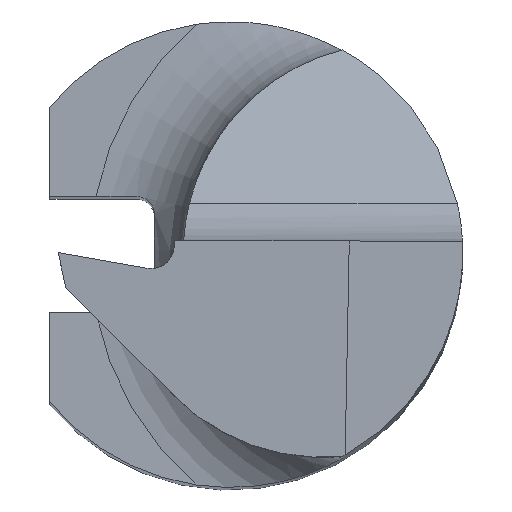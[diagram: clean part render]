
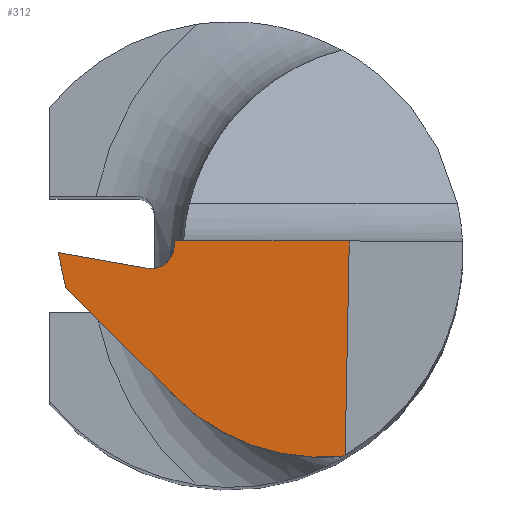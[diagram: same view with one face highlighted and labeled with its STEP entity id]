
A CAD part, top view. The second image highlights one B-rep face of the part: STEP entity #312.
In plain terms, the highlighted planar face has unit normal (0.035, -0.045, 0.998).
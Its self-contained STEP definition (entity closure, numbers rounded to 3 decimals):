
#1 = CARTESIAN_POINT ( 'NONE',  ( -1.411, -0.3, 23.984 ) ) ;
#10 = DIRECTION ( 'NONE',  ( 0.035, -0.045, 0.998 ) ) ;
#27 = CARTESIAN_POINT ( 'NONE',  ( -0.714, -0.134, 23.967 ) ) ;
#28 = AXIS2_PLACEMENT_3D ( 'NONE', #147, #10, #944 ) ;
#49 = DIRECTION ( 'NONE',  ( 0.087, 0.995, 0.042 ) ) ;
#71 = EDGE_CURVE ( 'NONE', #578, #519, #201, .T. ) ;
#77 = LINE ( 'NONE', #1017, #481 ) ;
#79 = EDGE_CURVE ( 'NONE', #696, #823, #437, .T. ) ;
#111 = CARTESIAN_POINT ( 'NONE',  ( -0.475, 0.1, 23.97 ) ) ;
#127 = DIRECTION ( 'NONE',  ( 0.984, -0.173, -0.042 ) ) ;
#136 = VERTEX_POINT ( 'NONE', #535 ) ;
#146 = DIRECTION ( 'NONE',  ( 0.019, 0.999, 0.044 ) ) ;
#147 = CARTESIAN_POINT ( 'NONE',  ( -1.475, 0.1, 24.005 ) ) ;
#150 = VERTEX_POINT ( 'NONE', #846 ) ;
#154 = CARTESIAN_POINT ( 'NONE',  ( -0.093, -1.619, 23.879 ) ) ;
#161 = LINE ( 'NONE', #784, #927 ) ;
#164 = EDGE_CURVE ( 'NONE', #920, #150, #294, .T. ) ;
#169 = CARTESIAN_POINT ( 'NONE',  ( -1.475, 0., 24. ) ) ;
#198 = EDGE_CURVE ( 'NONE', #524, #578, #77, .T. ) ;
#201 = LINE ( 'NONE', #832, #560 ) ;
#248 = EDGE_CURVE ( 'NONE', #823, #150, #161, .T. ) ;
#256 = CARTESIAN_POINT ( 'NONE',  ( -0.491, -0.08, 23.962 ) ) ;
#281 = VECTOR ( 'NONE', #146, 1000. ) ;
#286 = ORIENTED_EDGE ( 'NONE', *, *, #488, .F. ) ;
#294 = LINE ( 'NONE', #543, #281 ) ;
#312 = ADVANCED_FACE ( 'NONE', ( #470 ), #940, .T. ) ;
#316 = ORIENTED_EDGE ( 'NONE', *, *, #198, .F. ) ;
#384 = CARTESIAN_POINT ( 'NONE',  ( -0.714, -0.134, 23.967 ) ) ;
#400 = DIRECTION ( 'NONE',  ( 0.999, 0., -0.035 ) ) ;
#437 = LINE ( 'NONE', #751, #556 ) ;
#463 = DIRECTION ( 'NONE',  ( -0.208, 0.977, 0.051 ) ) ;
#470 = FACE_OUTER_BOUND ( 'NONE', #733, .T. ) ;
#481 = VECTOR ( 'NONE', #463, 1000. ) ;
#488 = EDGE_CURVE ( 'NONE', #136, #524, #993, .T. ) ;
#490 = CARTESIAN_POINT ( 'NONE',  ( -0.48, 0.045, 23.967 ) ) ;
#497 = CARTESIAN_POINT ( 'NONE',  ( 0.975, -1.746, 23.836 ) ) ;
#505 = CARTESIAN_POINT ( 'NONE',  ( 0.968, -1.75, 23.836 ) ) ;
#519 = VERTEX_POINT ( 'NONE', #384 ) ;
#524 = VERTEX_POINT ( 'NONE', #1 ) ;
#535 = CARTESIAN_POINT ( 'NONE',  ( -0.48, -1.231, 23.91 ) ) ;
#543 = CARTESIAN_POINT ( 'NONE',  ( 1.025, 0.089, 23.917 ) ) ;
#550 = CARTESIAN_POINT ( 'NONE',  ( 0.968, -1.75, 23.836 ) ) ;
#556 = VECTOR ( 'NONE', #49, 1000. ) ;
#557 =( BOUNDED_CURVE ( )  B_SPLINE_CURVE ( 3, ( #550, #861, #154, #941 ),
 .UNSPECIFIED., .F., .F. ) 
 B_SPLINE_CURVE_WITH_KNOTS ( ( 4, 4 ),
 ( 0.561, 1.444 ),
 .UNSPECIFIED. ) 
 CURVE ( )  GEOMETRIC_REPRESENTATION_ITEM ( )  RATIONAL_B_SPLINE_CURVE ( ( 1., 0.936, 0.936, 1. ) ) 
 REPRESENTATION_ITEM ( '' )  );
#560 = VECTOR ( 'NONE', #127, 1000. ) ;
#578 = VERTEX_POINT ( 'NONE', #169 ) ;
#582 =( BOUNDED_CURVE ( )  B_SPLINE_CURVE ( 3, ( #27, #880, #256, #813 ),
 .UNSPECIFIED., .F., .F. ) 
 B_SPLINE_CURVE_WITH_KNOTS ( ( 4, 4 ),
 ( 2.308, 3.966 ),
 .UNSPECIFIED. ) 
 CURVE ( )  GEOMETRIC_REPRESENTATION_ITEM ( )  RATIONAL_B_SPLINE_CURVE ( ( 1., 0.784, 0.784, 1. ) ) 
 REPRESENTATION_ITEM ( '' )  );
#619 = CARTESIAN_POINT ( 'NONE',  ( 0.99, -1.738, 23.836 ) ) ;
#664 = ORIENTED_EDGE ( 'NONE', *, *, #79, .F. ) ;
#679 = CARTESIAN_POINT ( 'NONE',  ( -1.643, -0.068, 24.003 ) ) ;
#682 = VERTEX_POINT ( 'NONE', #851 ) ;
#696 = VERTEX_POINT ( 'NONE', #490 ) ;
#720 = EDGE_CURVE ( 'NONE', #920, #682, #883, .T. ) ;
#722 = CARTESIAN_POINT ( 'NONE',  ( 0.99, -1.738, 23.836 ) ) ;
#730 = EDGE_CURVE ( 'NONE', #519, #696, #582, .T. ) ;
#733 = EDGE_LOOP ( 'NONE', ( #844, #664, #962, #766, #316, #286, #839, #931, #849 ) ) ;
#751 = CARTESIAN_POINT ( 'NONE',  ( -0.567, -0.953, 23.925 ) ) ;
#766 = ORIENTED_EDGE ( 'NONE', *, *, #71, .F. ) ;
#784 = CARTESIAN_POINT ( 'NONE',  ( -1.475, 0.1, 24.005 ) ) ;
#813 = CARTESIAN_POINT ( 'NONE',  ( -0.48, 0.045, 23.967 ) ) ;
#823 = VERTEX_POINT ( 'NONE', #111 ) ;
#828 = VECTOR ( 'NONE', #1005, 1000. ) ;
#832 = CARTESIAN_POINT ( 'NONE',  ( -0.479, -0.176, 23.957 ) ) ;
#839 = ORIENTED_EDGE ( 'NONE', *, *, #963, .F. ) ;
#844 = ORIENTED_EDGE ( 'NONE', *, *, #248, .F. ) ;
#846 = CARTESIAN_POINT ( 'NONE',  ( 1.025, 0.1, 23.917 ) ) ;
#849 = ORIENTED_EDGE ( 'NONE', *, *, #164, .T. ) ;
#851 = CARTESIAN_POINT ( 'NONE',  ( 0.968, -1.75, 23.836 ) ) ;
#861 = CARTESIAN_POINT ( 'NONE',  ( 0.423, -1.803, 23.852 ) ) ;
#880 = CARTESIAN_POINT ( 'NONE',  ( -0.59, -0.156, 23.962 ) ) ;
#883 =( BOUNDED_CURVE ( )  B_SPLINE_CURVE ( 3, ( #722, #967, #497, #505 ),
 .UNSPECIFIED., .F., .F. ) 
 B_SPLINE_CURVE_WITH_KNOTS ( ( 4, 4 ),
 ( 0.141, 0.154 ),
 .UNSPECIFIED. ) 
 CURVE ( )  GEOMETRIC_REPRESENTATION_ITEM ( )  RATIONAL_B_SPLINE_CURVE ( ( 1., 1., 1., 1. ) ) 
 REPRESENTATION_ITEM ( '' )  );
#920 = VERTEX_POINT ( 'NONE', #619 ) ;
#927 = VECTOR ( 'NONE', #400, 1000. ) ;
#931 = ORIENTED_EDGE ( 'NONE', *, *, #720, .F. ) ;
#940 = PLANE ( 'NONE',  #28 ) ;
#941 = CARTESIAN_POINT ( 'NONE',  ( -0.48, -1.231, 23.91 ) ) ;
#944 = DIRECTION ( 'NONE',  ( 0., -0.999, -0.045 ) ) ;
#962 = ORIENTED_EDGE ( 'NONE', *, *, #730, .F. ) ;
#963 = EDGE_CURVE ( 'NONE', #682, #136, #557, .T. ) ;
#967 = CARTESIAN_POINT ( 'NONE',  ( 0.982, -1.742, 23.836 ) ) ;
#993 = LINE ( 'NONE', #679, #828 ) ;
#1005 = DIRECTION ( 'NONE',  ( -0.706, 0.706, 0.056 ) ) ;
#1017 = CARTESIAN_POINT ( 'NONE',  ( -1.495, 0.096, 24.005 ) ) ;
